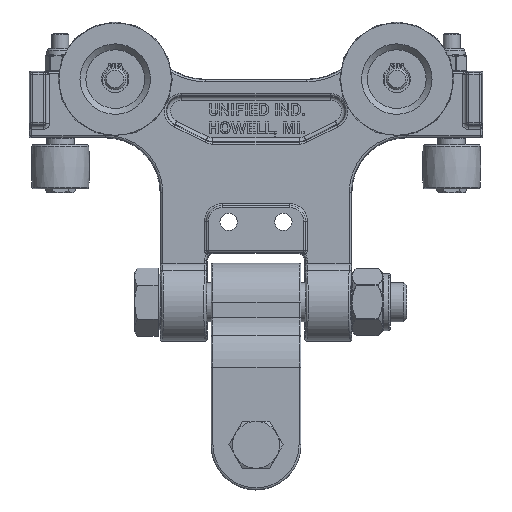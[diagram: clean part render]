
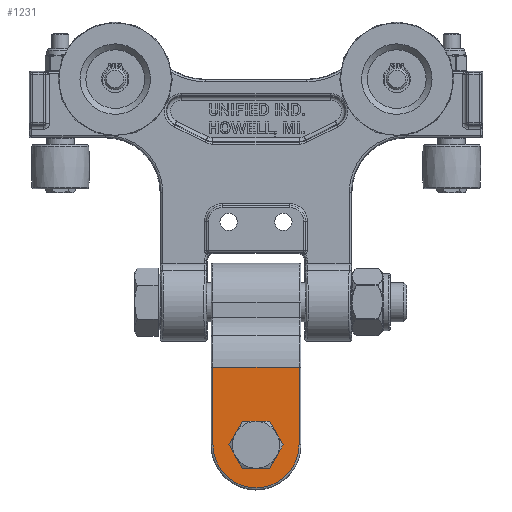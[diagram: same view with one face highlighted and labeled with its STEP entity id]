
A CAD part, top view. The second image highlights one B-rep face of the part: STEP entity #1231.
In plain terms, the highlighted face is planar.
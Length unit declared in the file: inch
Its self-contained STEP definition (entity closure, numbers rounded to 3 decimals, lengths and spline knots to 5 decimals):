
#645=CARTESIAN_POINT('',(0.875,0.14693,0.6875));
#646=VERTEX_POINT('',#645);
#713=CARTESIAN_POINT('',(0.875,-1.09375,0.6875));
#714=VERTEX_POINT('',#713);
#722=CARTESIAN_POINT('',(0.875,-1.09375,0.6875));
#723=DIRECTION('',(0.0,1.0,0.0));
#724=VECTOR('',#723,1.24068);
#725=LINE('',#722,#724);
#726=EDGE_CURVE('',#714,#646,#725,.T.);
#743=CARTESIAN_POINT('',(0.875,0.14693,-0.6875));
#744=VERTEX_POINT('',#743);
#779=CARTESIAN_POINT('',(0.875,-1.09375,-0.6875));
#780=VERTEX_POINT('',#779);
#788=CARTESIAN_POINT('',(0.875,-1.09375,0.));
#789=DIRECTION('',(-1.0,0.0,0.0));
#790=DIRECTION('',(0.0,-1.0,0.0));
#791=AXIS2_PLACEMENT_3D('',#788,#789,#790);
#792=CIRCLE('',#791,0.6875);
#793=EDGE_CURVE('',#780,#714,#792,.T.);
#819=CARTESIAN_POINT('',(0.875,0.14693,-0.6875));
#820=DIRECTION('',(0.0,-1.0,0.0));
#821=VECTOR('',#820,1.24068);
#822=LINE('',#819,#821);
#823=EDGE_CURVE('',#744,#780,#822,.T.);
#841=CARTESIAN_POINT('',(0.875,0.14693,0.6875));
#842=DIRECTION('',(0.0,0.0,-1.0));
#843=VECTOR('',#842,1.375);
#844=LINE('',#841,#843);
#845=EDGE_CURVE('',#646,#744,#844,.T.);
#1145=CARTESIAN_POINT('',(0.875,-1.09375,-0.26563));
#1146=VERTEX_POINT('',#1145);
#1147=CARTESIAN_POINT('',(0.875,-1.09375,0.));
#1148=DIRECTION('',(-1.0,0.0,0.0));
#1149=DIRECTION('',(0.0,0.0,-1.0));
#1150=AXIS2_PLACEMENT_3D('',#1147,#1148,#1149);
#1151=CIRCLE('',#1150,0.26563);
#1152=EDGE_CURVE('',#1146,#1146,#1151,.T.);
#1217=CARTESIAN_POINT('',(0.875,0.9375,-0.71875));
#1218=DIRECTION('',(1.0,0.0,0.0));
#1219=DIRECTION('',(0.0,0.0,-1.0));
#1220=AXIS2_PLACEMENT_3D('',#1217,#1218,#1219);
#1221=PLANE('',#1220);
#1222=ORIENTED_EDGE('',*,*,#823,.F.);
#1223=ORIENTED_EDGE('',*,*,#845,.F.);
#1224=ORIENTED_EDGE('',*,*,#726,.F.);
#1225=ORIENTED_EDGE('',*,*,#793,.F.);
#1226=EDGE_LOOP('',(#1222,#1223,#1224,#1225));
#1227=FACE_OUTER_BOUND('',#1226,.T.);
#1228=ORIENTED_EDGE('',*,*,#1152,.T.);
#1229=EDGE_LOOP('',(#1228));
#1230=FACE_BOUND('',#1229,.T.);
#1231=ADVANCED_FACE('',(#1227,#1230),#1221,.T.);
